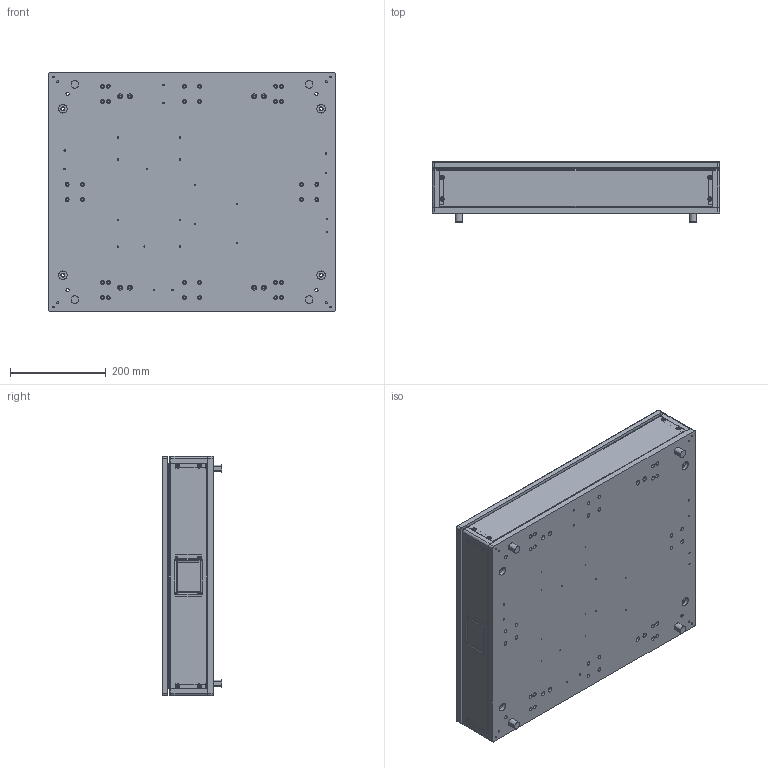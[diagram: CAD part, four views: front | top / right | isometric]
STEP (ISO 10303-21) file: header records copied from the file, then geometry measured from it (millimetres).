
FILE_DESCRIPTION (( 'STEP AP203' ), '1' );
FILE_NAME ('516451.STEP', '2025-01-03T03:59:43', ( 'Windows User' ), ( 'P R C' ), 'SwSTEP 2.0', 'SolidWorks 2020', '' );
FILE_SCHEMA (( 'CONFIG_CONTROL_DESIGN' ));
Length unit declared in the file: millimetre
Products named in the file (1): 516451
Bounding box: 600 x 125 x 500 mm (x, y, z)
Volume: 11139262.8 mm3; surface area: 2832782.2 mm2
Topology: 37 solids, 37 shells, 1408 faces, 3365 edges, 2164 vertices
Faces by surface type: plane 695, cylinder 568, cone 116, bspline 29
Full cylindrical faces by diameter (mm): 1 x18, 2.5 x24, 3 x2, 3.3 x58, 3.5 x2, 4 x16, 4.2 x18, 4.3 x32, 4.5 x38, 5.1 x4, 5.2 x26, 5.5 x8, 6.1 x4, 6.8 x8, 7.53 x16, 8 x90, 8.1 x4, 10 x12, 10.1 x4, 11 x4, 15 x4, 18 x4, 20.5 x4, 26 x4, 37.1 x4
Entity records: 39180 total; most frequent: CARTESIAN_POINT 6985, DIRECTION 6829, ORIENTED_EDGE 5518, EDGE_CURVE 2759, AXIS2_PLACEMENT_3D 2704, EDGE_LOOP 2589, VERTEX_POINT 2098, FACE_OUTER_BOUND 1836
